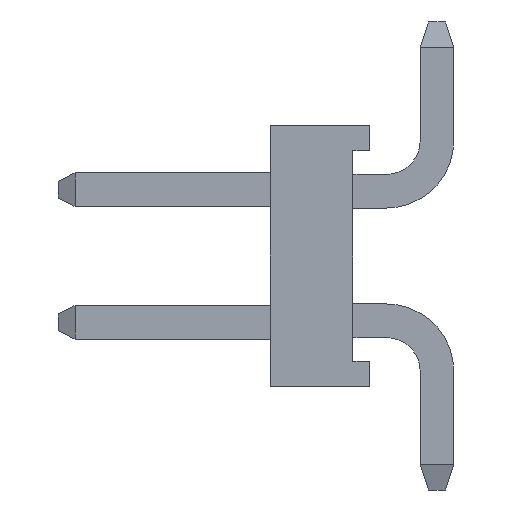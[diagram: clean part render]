
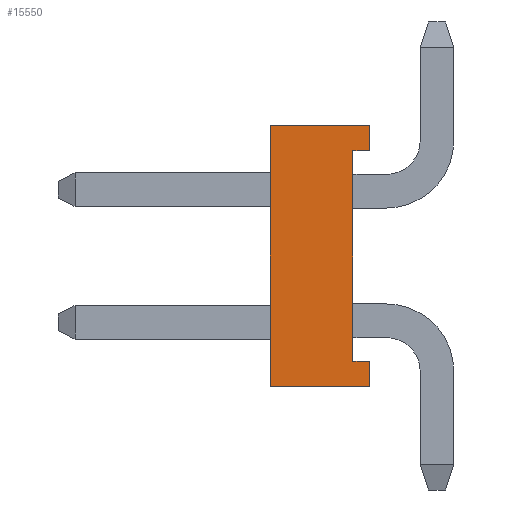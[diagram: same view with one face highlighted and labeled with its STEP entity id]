
A CAD part, left-side view. The second image highlights one B-rep face of the part: STEP entity #15550.
In plain terms, the highlighted planar face has unit normal (-1, 0, 0).
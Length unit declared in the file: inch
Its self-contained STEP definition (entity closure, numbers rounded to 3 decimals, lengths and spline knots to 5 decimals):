
#233=ORIENTED_EDGE('',*,*,#4785,.T.);
#234=ORIENTED_EDGE('',*,*,#4786,.T.);
#235=ORIENTED_EDGE('',*,*,#4781,.T.);
#236=ORIENTED_EDGE('',*,*,#4787,.F.);
#237=ORIENTED_EDGE('',*,*,#4788,.F.);
#238=ORIENTED_EDGE('',*,*,#4789,.T.);
#239=ORIENTED_EDGE('',*,*,#4790,.T.);
#240=ORIENTED_EDGE('',*,*,#4791,.T.);
#4781=EDGE_CURVE('',#7057,#7058,#8489,.T.);
#4785=EDGE_CURVE('',#7061,#7062,#8493,.T.);
#4786=EDGE_CURVE('',#7062,#7057,#8494,.T.);
#4787=EDGE_CURVE('',#7063,#7058,#8495,.T.);
#4788=EDGE_CURVE('',#7064,#7063,#8496,.T.);
#4789=EDGE_CURVE('',#7064,#7065,#8497,.T.);
#4790=EDGE_CURVE('',#7065,#7066,#8498,.T.);
#4791=EDGE_CURVE('',#7066,#7061,#8499,.T.);
#7057=VERTEX_POINT('',#21653);
#7058=VERTEX_POINT('',#21654);
#7061=VERTEX_POINT('',#21662);
#7062=VERTEX_POINT('',#21663);
#7063=VERTEX_POINT('',#21666);
#7064=VERTEX_POINT('',#21668);
#7065=VERTEX_POINT('',#21670);
#7066=VERTEX_POINT('',#21672);
#8489=LINE('',#21652,#10637);
#8493=LINE('',#21661,#10641);
#8494=LINE('',#21664,#10642);
#8495=LINE('',#21665,#10643);
#8496=LINE('',#21667,#10644);
#8497=LINE('',#21669,#10645);
#8498=LINE('',#21671,#10646);
#8499=LINE('',#21673,#10647);
#10637=VECTOR('',#17482,39.37008);
#10641=VECTOR('',#17488,39.37008);
#10642=VECTOR('',#17489,39.37008);
#10643=VECTOR('',#17490,39.37008);
#10644=VECTOR('',#17491,39.37008);
#10645=VECTOR('',#17492,39.37008);
#10646=VECTOR('',#17493,39.37008);
#10647=VECTOR('',#17494,39.37008);
#12786=EDGE_LOOP('',(#233,#234,#235,#236,#237,#238,#239,#240));
#13760=FACE_BOUND('',#12786,.T.);
#14734=PLANE('',#16468);
#15550=ADVANCED_FACE('',(#13760),#14734,.F.);
#16468=AXIS2_PLACEMENT_3D('',#21660,#17486,#17487);
#17482=DIRECTION('',(0.,0.,1.));
#17486=DIRECTION('',(1.,0.,0.));
#17487=DIRECTION('',(0.,0.,-1.));
#17488=DIRECTION('',(0.,0.,1.));
#17489=DIRECTION('',(0.,-1.,0.));
#17490=DIRECTION('',(0.,-1.,0.));
#17491=DIRECTION('',(0.,0.,1.));
#17492=DIRECTION('',(0.,-1.,0.));
#17493=DIRECTION('',(0.,0.,1.));
#17494=DIRECTION('',(0.,1.,0.));
#21652=CARTESIAN_POINT('',(-0.62992,0.,-0.0775));
#21653=CARTESIAN_POINT('',(-0.62992,0.,0.0625));
#21654=CARTESIAN_POINT('',(-0.62992,0.,0.0775));
#21660=CARTESIAN_POINT('',(-0.62992,0.059,-0.0775));
#21661=CARTESIAN_POINT('',(-0.62992,0.01,-0.0625));
#21662=CARTESIAN_POINT('',(-0.62992,0.01,-0.0625));
#21663=CARTESIAN_POINT('',(-0.62992,0.01,0.0625));
#21664=CARTESIAN_POINT('',(-0.62992,0.01,0.0625));
#21665=CARTESIAN_POINT('',(-0.62992,0.059,0.0775));
#21666=CARTESIAN_POINT('',(-0.62992,0.059,0.0775));
#21667=CARTESIAN_POINT('',(-0.62992,0.059,-0.0775));
#21668=CARTESIAN_POINT('',(-0.62992,0.059,-0.0775));
#21669=CARTESIAN_POINT('',(-0.62992,0.059,-0.0775));
#21670=CARTESIAN_POINT('',(-0.62992,0.,-0.0775));
#21671=CARTESIAN_POINT('',(-0.62992,0.,-0.0775));
#21672=CARTESIAN_POINT('',(-0.62992,0.,-0.0625));
#21673=CARTESIAN_POINT('',(-0.62992,0.,-0.0625));
